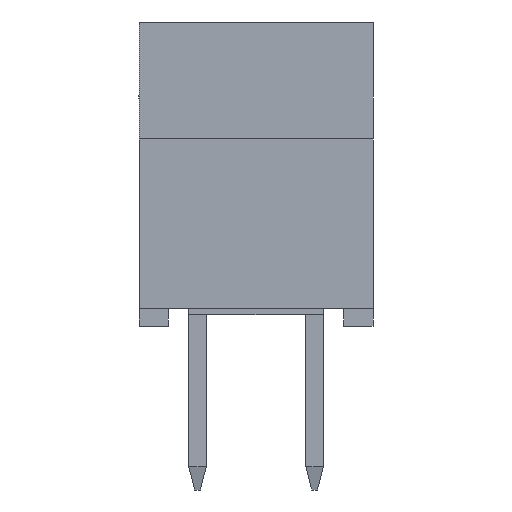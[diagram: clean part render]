
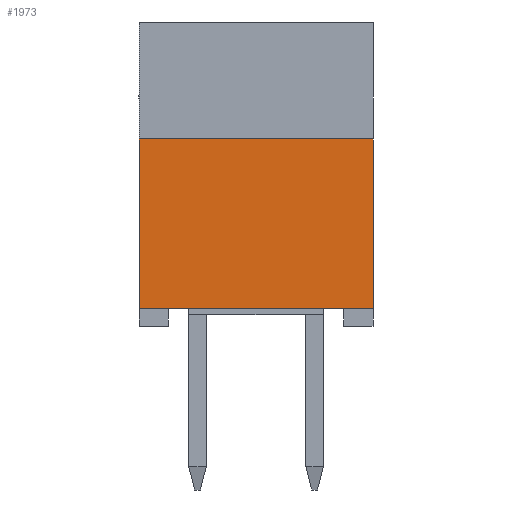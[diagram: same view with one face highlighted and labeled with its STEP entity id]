
A CAD part, left-side view. The second image highlights one B-rep face of the part: STEP entity #1973.
In plain terms, the highlighted planar face has unit normal (-1, 0, 0).
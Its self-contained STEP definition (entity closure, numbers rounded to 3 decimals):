
#1973 = ADVANCED_FACE( '', ( #4371 ), #4372, .T. );
#4371 = FACE_OUTER_BOUND( '', #7202, .T. );
#4372 = PLANE( '', #7203 );
#7202 = EDGE_LOOP( '', ( #12552, #12553, #12554, #12555 ) );
#7203 = AXIS2_PLACEMENT_3D( '', #12556, #12557, #12558 );
#12552 = ORIENTED_EDGE( '', *, *, #20338, .T. );
#12553 = ORIENTED_EDGE( '', *, *, #19006, .T. );
#12554 = ORIENTED_EDGE( '', *, *, #18327, .T. );
#12555 = ORIENTED_EDGE( '', *, *, #18739, .T. );
#12556 = CARTESIAN_POINT( '', ( -27.05, 0., 0. ) );
#12557 = DIRECTION( '', ( -1., 0., 0. ) );
#12558 = DIRECTION( '', ( 0., 0., 1. ) );
#18327 = EDGE_CURVE( '', #22145, #22146, #22147, .T. );
#18739 = EDGE_CURVE( '', #22146, #22953, #22955, .T. );
#19006 = EDGE_CURVE( '', #23425, #22145, #23426, .T. );
#20338 = EDGE_CURVE( '', #22953, #23425, #25549, .T. );
#22145 = VERTEX_POINT( '', #27802 );
#22146 = VERTEX_POINT( '', #27803 );
#22147 = LINE( '', #27804, #27805 );
#22953 = VERTEX_POINT( '', #29019 );
#22955 = LINE( '', #29022, #29023 );
#23425 = VERTEX_POINT( '', #29732 );
#23426 = LINE( '', #29733, #29734 );
#25549 = LINE( '', #32771, #32772 );
#27802 = CARTESIAN_POINT( '', ( -27.05, 2., 1.45 ) );
#27803 = CARTESIAN_POINT( '', ( -27.05, 2., -1.45 ) );
#27804 = CARTESIAN_POINT( '', ( -27.05, 2., 1.45 ) );
#27805 = VECTOR( '', #35466, 1000. );
#29019 = CARTESIAN_POINT( '', ( -27.05, -2., -1.45 ) );
#29022 = CARTESIAN_POINT( '', ( -27.05, 2., -1.45 ) );
#29023 = VECTOR( '', #35876, 1000. );
#29732 = CARTESIAN_POINT( '', ( -27.05, -2., 1.45 ) );
#29733 = CARTESIAN_POINT( '', ( -27.05, -2., 1.45 ) );
#29734 = VECTOR( '', #36137, 1000. );
#32771 = CARTESIAN_POINT( '', ( -27.05, -2., -1.45 ) );
#32772 = VECTOR( '', #37622, 1000. );
#35466 = DIRECTION( '', ( 0., 0., -1. ) );
#35876 = DIRECTION( '', ( 0., -1., 0. ) );
#36137 = DIRECTION( '', ( 0., 1., 0. ) );
#37622 = DIRECTION( '', ( 0., 0., 1. ) );
